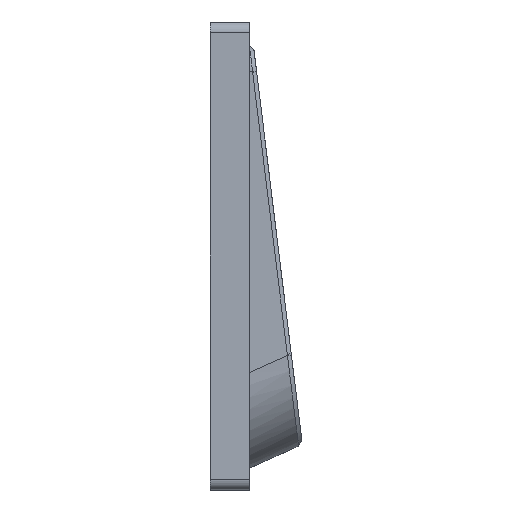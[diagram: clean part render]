
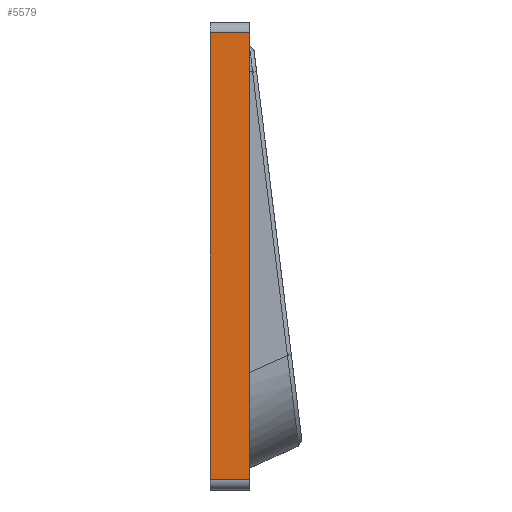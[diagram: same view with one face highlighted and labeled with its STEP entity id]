
A CAD part, left-side view. The second image highlights one B-rep face of the part: STEP entity #5579.
In plain terms, the highlighted planar face has unit normal (-1, 0, 0).
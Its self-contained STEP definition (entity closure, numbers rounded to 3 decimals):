
#479=LINE('',#9413,#996);
#618=LINE('',#9825,#1135);
#682=LINE('',#9962,#1199);
#683=LINE('',#9963,#1200);
#996=VECTOR('',#6467,10.);
#1135=VECTOR('',#6832,10.);
#1199=VECTOR('',#6974,10.);
#1200=VECTOR('',#6975,10.);
#1492=PLANE('',#5976);
#1725=FACE_OUTER_BOUND('',#2035,.T.);
#2035=EDGE_LOOP('',(#4334,#4335,#4336,#4337));
#2385=VERTEX_POINT('',#9411);
#2386=VERTEX_POINT('',#9412);
#2539=VERTEX_POINT('',#9824);
#2573=VERTEX_POINT('',#9961);
#2990=EDGE_CURVE('',#2385,#2386,#479,.T.);
#3188=EDGE_CURVE('',#2385,#2539,#618,.T.);
#3260=EDGE_CURVE('',#2539,#2573,#682,.T.);
#3261=EDGE_CURVE('',#2573,#2386,#683,.T.);
#4334=ORIENTED_EDGE('',*,*,#3260,.F.);
#4335=ORIENTED_EDGE('',*,*,#3188,.F.);
#4336=ORIENTED_EDGE('',*,*,#2990,.T.);
#4337=ORIENTED_EDGE('',*,*,#3261,.F.);
#5579=ADVANCED_FACE('',(#1725),#1492,.T.);
#5976=AXIS2_PLACEMENT_3D('',#9960,#6972,#6973);
#6467=DIRECTION('',(0.,0.,1.));
#6832=DIRECTION('',(0.,1.,0.));
#6972=DIRECTION('center_axis',(-1.,0.,0.));
#6973=DIRECTION('ref_axis',(0.,0.,-1.));
#6974=DIRECTION('',(0.,0.,1.));
#6975=DIRECTION('',(0.,-1.,0.));
#9411=CARTESIAN_POINT('',(-3.,-11.5,-3.5));
#9412=CARTESIAN_POINT('',(-3.,-11.5,98.75));
#9413=CARTESIAN_POINT('',(-3.,-11.5,98.3));
#9824=CARTESIAN_POINT('',(-3.,-2.5,-3.5));
#9825=CARTESIAN_POINT('',(-3.,-2.5,-3.5));
#9960=CARTESIAN_POINT('Origin',(-3.,-2.5,101.25));
#9961=CARTESIAN_POINT('',(-3.,-2.5,98.75));
#9962=CARTESIAN_POINT('',(-3.,-2.5,20.813));
#9963=CARTESIAN_POINT('',(-3.,-2.5,98.75));
